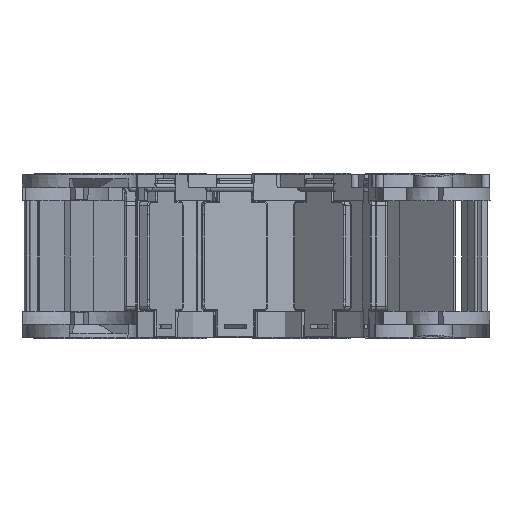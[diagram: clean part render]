
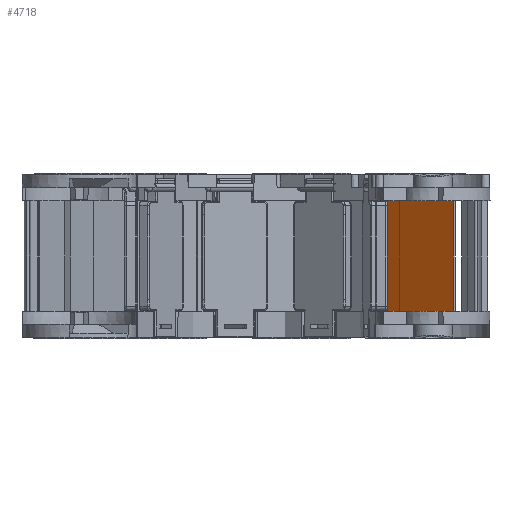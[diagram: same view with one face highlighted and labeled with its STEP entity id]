
A CAD part, left-side view. The second image highlights one B-rep face of the part: STEP entity #4718.
In plain terms, the highlighted face is planar.
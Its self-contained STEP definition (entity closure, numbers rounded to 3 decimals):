
#251 = DIRECTION ( 'NONE',  ( -1., 0., 0. ) ) ;
#909 = DIRECTION ( 'NONE',  ( 1., 0., 0. ) ) ;
#1380 = CARTESIAN_POINT ( 'NONE',  ( 37.854, 5.293, -37.679 ) ) ;
#2188 = CARTESIAN_POINT ( 'NONE',  ( 11.925, 5.293, -37.679 ) ) ;
#2191 = EDGE_CURVE ( 'NONE', #11107, #4111, #10210, .T. ) ;
#2357 = EDGE_CURVE ( 'NONE', #9413, #7697, #11337, .T. ) ;
#2569 = CARTESIAN_POINT ( 'NONE',  ( 34.232, 5.293, -22.679 ) ) ;
#2653 = EDGE_CURVE ( 'NONE', #4111, #9413, #8985, .T. ) ;
#2895 = ORIENTED_EDGE ( 'NONE', *, *, #2653, .T. ) ;
#3667 = CARTESIAN_POINT ( 'NONE',  ( 11.925, 5.293, -22.679 ) ) ;
#4058 = CARTESIAN_POINT ( 'NONE',  ( 37.854, 5.293, -22.679 ) ) ;
#4111 = VERTEX_POINT ( 'NONE', #3667 ) ;
#4451 = VECTOR ( 'NONE', #6723, 1000. ) ;
#4712 = CARTESIAN_POINT ( 'NONE',  ( 34.232, 5.293, -37.679 ) ) ;
#4718 = ADVANCED_FACE ( 'NONE', ( #9087 ), #6419, .T. ) ;
#5192 = LINE ( 'NONE', #1380, #8734 ) ;
#5652 = DIRECTION ( 'NONE',  ( 0., -1., 0. ) ) ;
#6000 = DIRECTION ( 'NONE',  ( -1., 0., 0. ) ) ;
#6262 = CARTESIAN_POINT ( 'NONE',  ( 34.232, 5.293, -47.679 ) ) ;
#6390 = VECTOR ( 'NONE', #6000, 1000. ) ;
#6419 = PLANE ( 'NONE',  #6518 ) ;
#6518 = AXIS2_PLACEMENT_3D ( 'NONE', #4712, #5652, #251 ) ;
#6723 = DIRECTION ( 'NONE',  ( 0., 0., -1. ) ) ;
#6780 = ORIENTED_EDGE ( 'NONE', *, *, #8684, .F. ) ;
#6837 = VECTOR ( 'NONE', #909, 1000. ) ;
#7662 = DIRECTION ( 'NONE',  ( 0., 0., -1. ) ) ;
#7697 = VERTEX_POINT ( 'NONE', #9914 ) ;
#8231 = ORIENTED_EDGE ( 'NONE', *, *, #2191, .T. ) ;
#8684 = EDGE_CURVE ( 'NONE', #11107, #7697, #5192, .T. ) ;
#8734 = VECTOR ( 'NONE', #7662, 1000. ) ;
#8985 = LINE ( 'NONE', #2188, #4451 ) ;
#9087 = FACE_OUTER_BOUND ( 'NONE', #9535, .T. ) ;
#9413 = VERTEX_POINT ( 'NONE', #10261 ) ;
#9535 = EDGE_LOOP ( 'NONE', ( #2895, #11096, #6780, #8231 ) ) ;
#9914 = CARTESIAN_POINT ( 'NONE',  ( 37.854, 5.293, -47.679 ) ) ;
#10210 = LINE ( 'NONE', #2569, #6390 ) ;
#10261 = CARTESIAN_POINT ( 'NONE',  ( 11.925, 5.293, -47.679 ) ) ;
#11096 = ORIENTED_EDGE ( 'NONE', *, *, #2357, .T. ) ;
#11107 = VERTEX_POINT ( 'NONE', #4058 ) ;
#11337 = LINE ( 'NONE', #6262, #6837 ) ;
